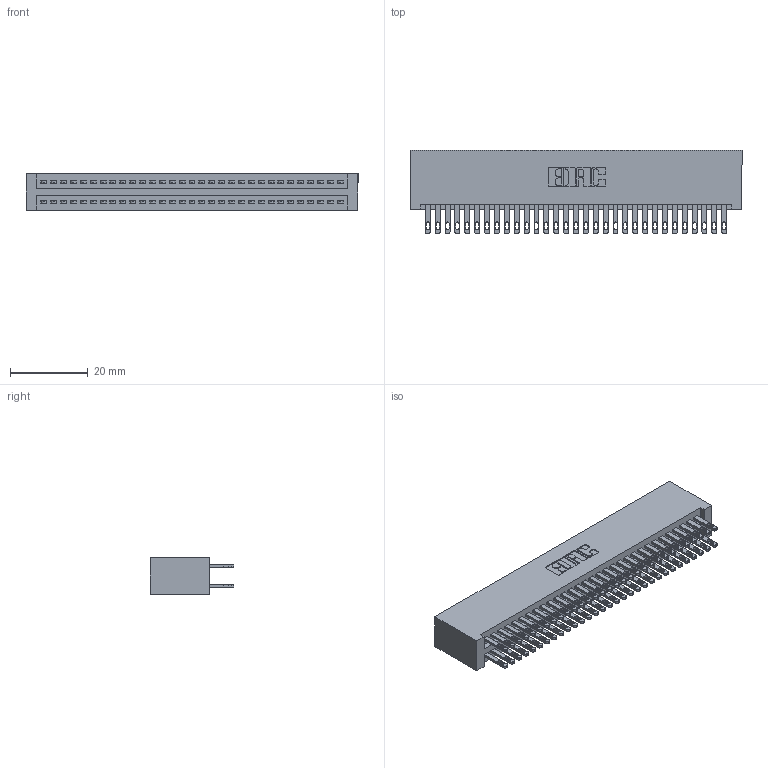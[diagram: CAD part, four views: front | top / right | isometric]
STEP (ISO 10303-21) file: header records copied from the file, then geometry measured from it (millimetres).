
FILE_DESCRIPTION (( 'STEP AP203' ), '1' );
FILE_NAME ('345-062-500-201.STEP', '2019-10-30T09:48:31', ( '' ), ( '' ), 'SwSTEP 2.0', 'SolidWorks 2016', '' );
FILE_SCHEMA (( 'CONFIG_CONTROL_DESIGN' ));
Length unit declared in the file: inch
Products named in the file (3): 345-292-001_345-293-100; 345-062-500-201; 345 Part_No Mounting Lugs
Assembly tree (63 placements, depth 2):
  345-062-500-201
    345 Part_No Mounting Lugs
    345-292-001_345-293-100  x62
Bounding box: 85.34 x 21.51 x 9.4 mm (x, y, z)
Volume: 8993.7 mm3; surface area: 14016.7 mm2
Topology: 63 solids, 63 shells, 2970 faces, 9059 edges, 6038 vertices
Faces by surface type: plane 1750, cylinder 1220
Entity records: 25457 total; most frequent: CARTESIAN_POINT 4276, ORIENTED_EDGE 4210, DIRECTION 3781, EDGE_CURVE 2105, VECTOR 1853, LINE 1853, VERTEX_POINT 1402, AXIS2_PLACEMENT_3D 964
